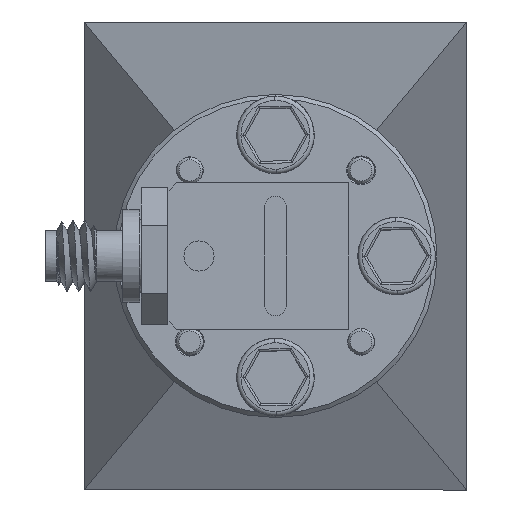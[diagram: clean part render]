
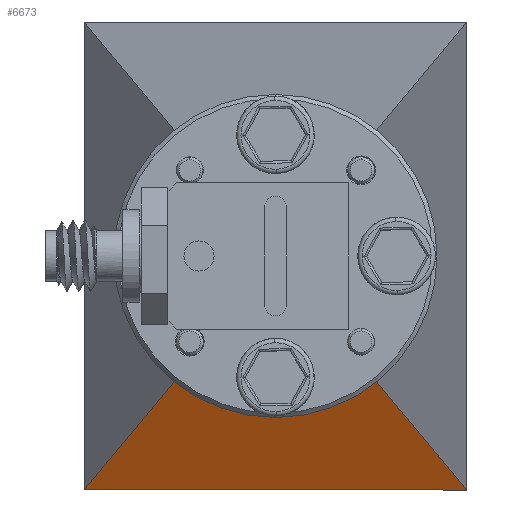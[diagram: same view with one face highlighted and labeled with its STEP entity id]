
A CAD part, left-side view. The second image highlights one B-rep face of the part: STEP entity #6673.
In plain terms, the highlighted planar face has unit normal (-0.181, 0, -0.984).
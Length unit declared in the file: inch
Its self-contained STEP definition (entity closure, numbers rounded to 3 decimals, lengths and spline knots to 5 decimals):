
#488 = CARTESIAN_POINT ( 'NONE',  ( 0.39471, 0.5433, -1.39693 ) ) ;
#762 = PLANE ( 'NONE',  #30534 ) ;
#1699 = CARTESIAN_POINT ( 'NONE',  ( -0.44958, -1.12571, -1.24168 ) ) ;
#2531 = ORIENTED_EDGE ( 'NONE', *, *, #19327, .T. ) ;
#3023 = CARTESIAN_POINT ( 'NONE',  ( 0.39471, -2.64471, -1.39693 ) ) ;
#3982 = VERTEX_POINT ( 'NONE', #8064 ) ;
#4174 = VECTOR ( 'NONE', #25648, 39.37008 ) ;
#5137 = VERTEX_POINT ( 'NONE', #6395 ) ;
#5549 = VERTEX_POINT ( 'NONE', #8280 ) ;
#5641 = EDGE_CURVE ( 'NONE', #3982, #5137, #6583, .T. ) ;
#6078 = CARTESIAN_POINT ( 'NONE',  ( 1.96058, -1.05071, -1.68487 ) ) ;
#6333 = CARTESIAN_POINT ( 'NONE',  ( 1.97042, -0.60571, -1.68668 ) ) ;
#6395 = CARTESIAN_POINT ( 'NONE',  ( -0.44958, -0.97571, -1.24168 ) ) ;
#6583 = LINE ( 'NONE', #1699, #20484 ) ;
#6673 = ADVANCED_FACE ( 'NONE', ( #7739 ), #762, .T. ) ;
#7639 = VECTOR ( 'NONE', #7835, 39.37008 ) ;
#7739 = FACE_OUTER_BOUND ( 'NONE', #19581, .T. ) ;
#7823 = CARTESIAN_POINT ( 'NONE',  ( 1.96053, -0.60722, -1.68486 ) ) ;
#7835 = DIRECTION ( 'NONE',  ( 0.797, -0.586, -0.147 ) ) ;
#8064 = CARTESIAN_POINT ( 'NONE',  ( -0.44958, -1.12571, -1.24168 ) ) ;
#8280 = CARTESIAN_POINT ( 'NONE',  ( 1.96058, -0.60725, -1.68487 ) ) ;
#8793 = VECTOR ( 'NONE', #17991, 39.37008 ) ;
#9554 = ORIENTED_EDGE ( 'NONE', *, *, #13495, .T. ) ;
#10755 = DIRECTION ( 'NONE',  ( -0.984, 0., 0.181 ) ) ;
#11474 = DIRECTION ( 'NONE',  ( 0., 1., 0. ) ) ;
#13495 = EDGE_CURVE ( 'NONE', #27979, #31816, #28890, .T. ) ;
#13523 = ORIENTED_EDGE ( 'NONE', *, *, #23681, .F. ) ;
#13533 = CARTESIAN_POINT ( 'NONE',  ( 1.97042, -1.49571, -1.68668 ) ) ;
#15309 = VECTOR ( 'NONE', #23310, 39.37008 ) ;
#15715 = LINE ( 'NONE', #6333, #4174 ) ;
#16250 = ORIENTED_EDGE ( 'NONE', *, *, #5641, .T. ) ;
#16476 = ORIENTED_EDGE ( 'NONE', *, *, #17452, .T. ) ;
#17452 = EDGE_CURVE ( 'NONE', #5549, #27979, #21909, .T. ) ;
#17807 = EDGE_CURVE ( 'NONE', #28175, #5549, #30835, .T. ) ;
#17991 = DIRECTION ( 'NONE',  ( -0.797, -0.586, 0.147 ) ) ;
#19327 = EDGE_CURVE ( 'NONE', #31816, #3982, #28980, .T. ) ;
#19581 = EDGE_LOOP ( 'NONE', ( #13523, #22397, #16476, #9554, #2531, #16250 ) ) ;
#20484 = VECTOR ( 'NONE', #11474, 39.37008 ) ;
#21741 = CARTESIAN_POINT ( 'NONE',  ( 1.96053, -1.4942, -1.68486 ) ) ;
#21909 = LINE ( 'NONE', #6078, #15309 ) ;
#22397 = ORIENTED_EDGE ( 'NONE', *, *, #17807, .T. ) ;
#22973 = DIRECTION ( 'NONE',  ( -0.181, 0., -0.984 ) ) ;
#23310 = DIRECTION ( 'NONE',  ( 0., -1., 0. ) ) ;
#23681 = EDGE_CURVE ( 'NONE', #28175, #5137, #15715, .T. ) ;
#24967 = CARTESIAN_POINT ( 'NONE',  ( 1.96058, -1.49416, -1.68487 ) ) ;
#25071 = VECTOR ( 'NONE', #25892, 39.37008 ) ;
#25648 = DIRECTION ( 'NONE',  ( -0.973, -0.149, 0.179 ) ) ;
#25892 = DIRECTION ( 'NONE',  ( -0.973, 0.149, 0.179 ) ) ;
#27979 = VERTEX_POINT ( 'NONE', #24967 ) ;
#28175 = VERTEX_POINT ( 'NONE', #7823 ) ;
#28890 = LINE ( 'NONE', #3023, #8793 ) ;
#28980 = LINE ( 'NONE', #13533, #25071 ) ;
#30142 = CARTESIAN_POINT ( 'NONE',  ( -0.73821, -1.05071, -1.1886 ) ) ;
#30534 = AXIS2_PLACEMENT_3D ( 'NONE', #30142, #22973, #10755 ) ;
#30835 = LINE ( 'NONE', #488, #7639 ) ;
#31816 = VERTEX_POINT ( 'NONE', #21741 ) ;
